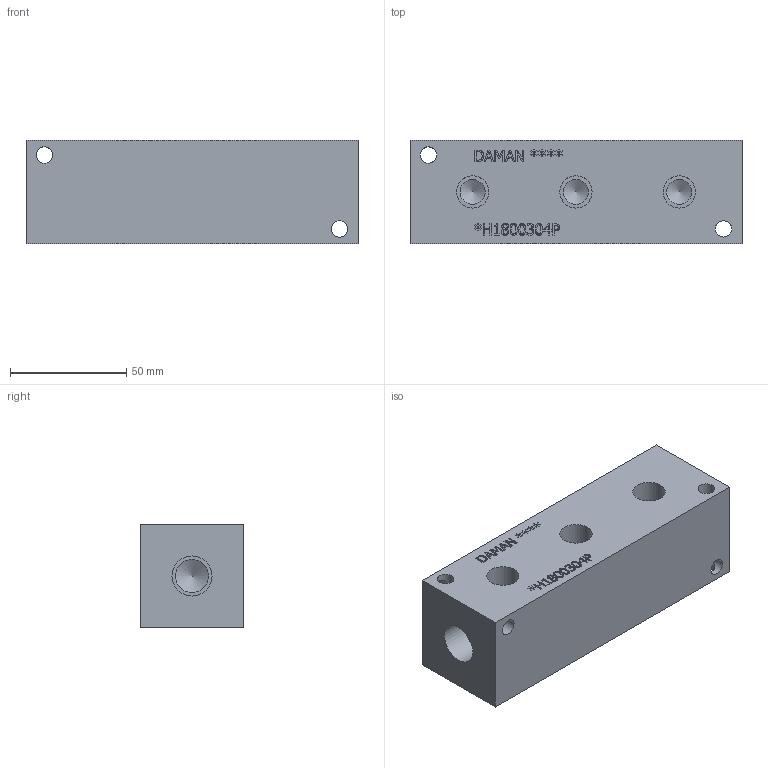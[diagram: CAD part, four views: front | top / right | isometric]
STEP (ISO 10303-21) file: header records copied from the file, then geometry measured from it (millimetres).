
FILE_DESCRIPTION(/* description */ (''),/* implementation_level */ '2;1');
FILE_NAME(/* name */ '_H1800304P.stp',/* time_stamp */ '2020-06-01T11:58:10-04:00',/* author */ ('devonn'),/* organization */ (''),/* preprocessor_version */ 'ST-DEVELOPER v17',/* originating_system */ 'Autodesk Inventor 2019',/* authorisation */ '');
FILE_SCHEMA (('AUTOMOTIVE_DESIGN { 1 0 10303 214 3 1 1 }'));
Length unit declared in the file: millimetre
Products named in the file (1): Part_AH1800304P.C13769R0_3D
Bounding box: 142.88 x 44.45 x 44.45 mm (x, y, z)
Volume: 258397.7 mm3; surface area: 37527.4 mm2
Topology: 1 solids, 1 shells, 361 faces, 986 edges, 660 vertices
Faces by surface type: plane 238, bspline 91, cylinder 24, cone 8
Full cylindrical faces by diameter (mm): 7.137 x8, 10.719 x6, 13.868 x6, 14.3 x2, 17.297 x2
Entity records: 12135 total; most frequent: CARTESIAN_POINT 3183, ORIENTED_EDGE 1956, DIRECTION 1414, EDGE_CURVE 978, LINE 720, VECTOR 720, VERTEX_POINT 660, EDGE_LOOP 414
